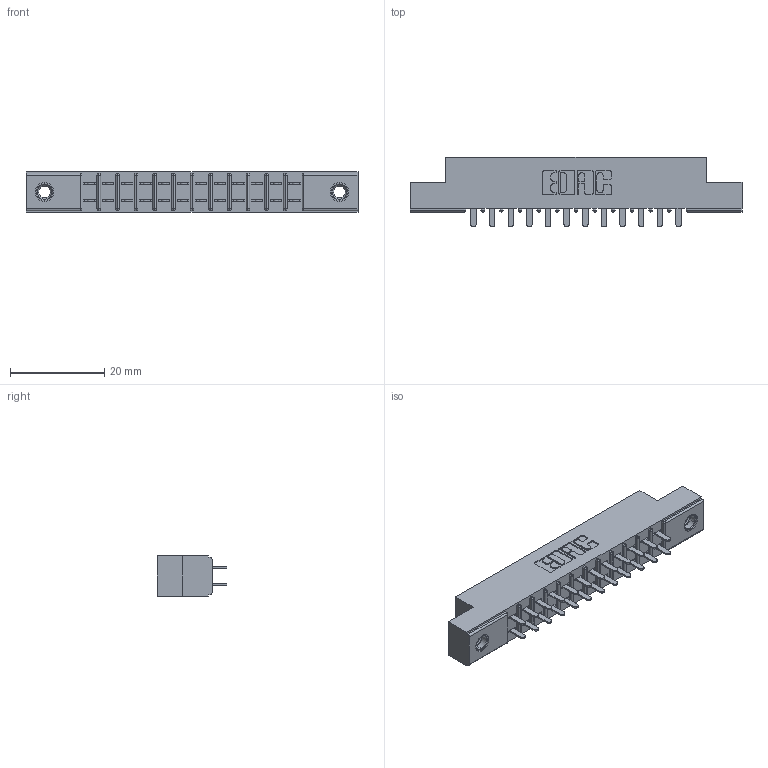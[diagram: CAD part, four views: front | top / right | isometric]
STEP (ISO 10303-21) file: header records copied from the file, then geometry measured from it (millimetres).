
FILE_DESCRIPTION (( 'STEP AP203' ), '1' );
FILE_NAME ('355-024-521-507.STEP', '2019-09-11T04:53:11', ( '' ), ( '' ), 'SwSTEP 2.0', 'SolidWorks 2016', '' );
FILE_SCHEMA (( 'CONFIG_CONTROL_DESIGN' ));
Length unit declared in the file: inch
Products named in the file (4): 355-024-521-507; 305-290-001_521; 345-250-001_345-250-005-103; 305 Part_.156 Dia
Assembly tree (27 placements, depth 2):
  355-024-521-507
    305 Part_.156 Dia
    305-290-001_521  x24
    345-250-001_345-250-005-103  x2
Bounding box: 70.56 x 14.86 x 8.71 mm (x, y, z)
Volume: 4232.1 mm3; surface area: 7732.4 mm2
Topology: 27 solids, 27 shells, 1280 faces, 3608 edges, 2332 vertices
Faces by surface type: plane 748, cylinder 468, sphere 48, cone 12, torus 4
Entity records: 17710 total; most frequent: CARTESIAN_POINT 2913, ORIENTED_EDGE 2880, DIRECTION 2852, EDGE_CURVE 1440, LINE 1130, VECTOR 1130, VERTEX_POINT 922, AXIS2_PLACEMENT_3D 861
